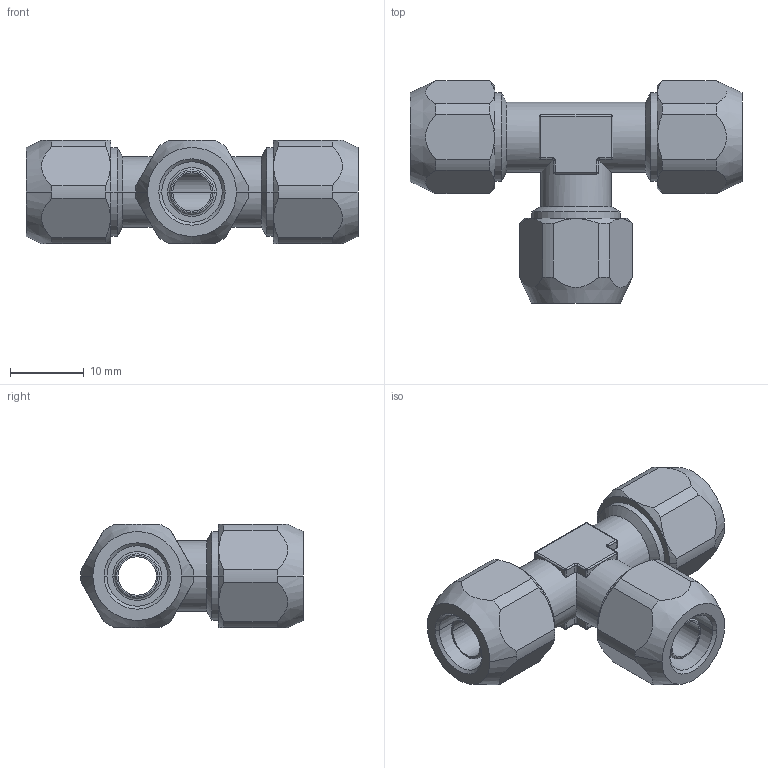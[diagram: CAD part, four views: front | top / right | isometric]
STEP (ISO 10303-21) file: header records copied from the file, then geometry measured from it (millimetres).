
FILE_DESCRIPTION((''),'2;1');
FILE_NAME('362337B_154X4-8-6','2007-07-06T',('konstruktion'),(''),'PRO/ENGINEER BY PARAMETRIC TECHNOLOGY CORPORATION, 2006460','PRO/ENGINEER BY PARAMETRIC TECHNOLOGY CORPORATION, 2006460','');
FILE_SCHEMA(('CONFIG_CONTROL_DESIGN'));
Length unit declared in the file: millimetre
Products named in the file (1): 362337B_154X4-8-6
Bounding box: 45 x 30.15 x 14 mm (x, y, z)
Volume: 5833.5 mm3; surface area: 4857.2 mm2
Topology: 1 solids, 1 shells, 176 faces, 422 edges, 256 vertices
Faces by surface type: cylinder 76, plane 48, cone 24, torus 16, sphere 12
Entity records: 5386 total; most frequent: CARTESIAN_POINT 1228, DIRECTION 906, ORIENTED_EDGE 844, EDGE_CURVE 422, AXIS2_PLACEMENT_3D 372, VERTEX_POINT 256, CIRCLE 196, EDGE_LOOP 188
